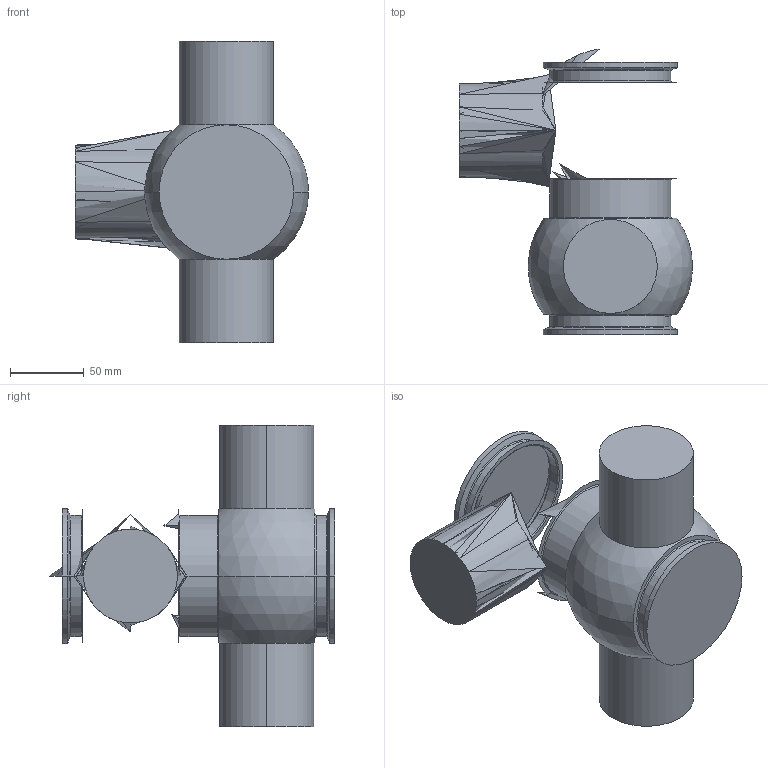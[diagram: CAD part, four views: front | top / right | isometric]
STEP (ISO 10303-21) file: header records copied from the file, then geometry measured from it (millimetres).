
FILE_DESCRIPTION (( 'STEP AP203' ), '1' );
FILE_NAME ('107899.STEP', '2018-03-14T16:41:20', ( '' ), ( '' ), 'SwSTEP 2.0', 'SolidWorks 2014', '' );
FILE_SCHEMA (( 'CONFIG_CONTROL_DESIGN' ));
Length unit declared in the file: inch
Products named in the file (1): 107899
Bounding box: 157.53 x 193.25 x 203.96 mm (x, y, z)
Volume: 236666.5 mm3; surface area: 201385.7 mm2
Topology: 1 solids, 1 shells, 54 faces, 157 edges, 102 vertices
Faces by surface type: torus 23, cylinder 16, plane 9, cone 4, sphere 2
Entity records: 1388 total; most frequent: CARTESIAN_POINT 316, DIRECTION 246, ORIENTED_EDGE 182, AXIS2_PLACEMENT_3D 113, EDGE_CURVE 91, CIRCLE 67, VERTEX_POINT 54, EDGE_LOOP 51
